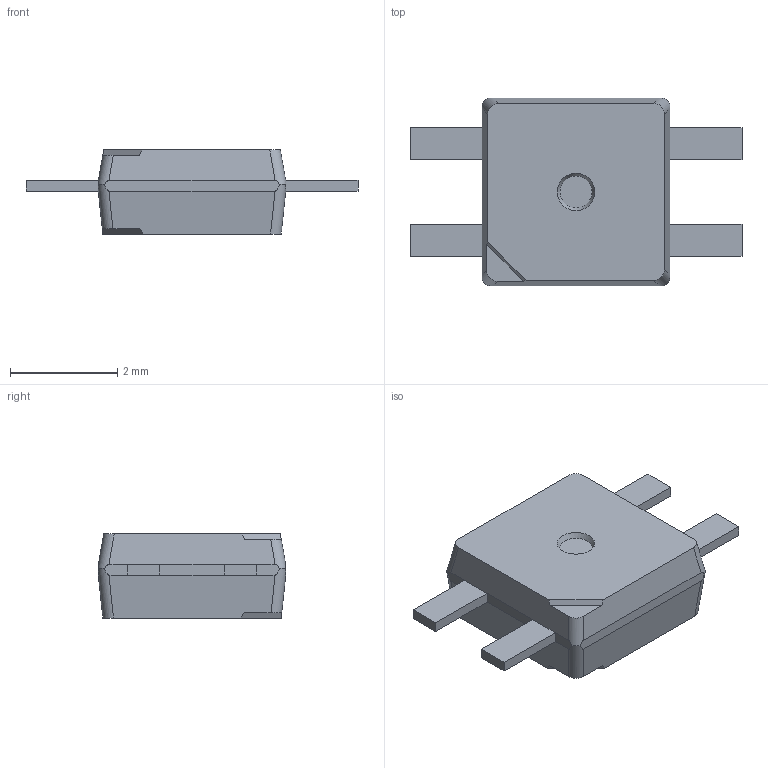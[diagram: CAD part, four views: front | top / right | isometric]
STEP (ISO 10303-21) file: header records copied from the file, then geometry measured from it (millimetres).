
FILE_DESCRIPTION(/* description */ (''),/* implementation_level */ '2;1');
FILE_NAME(/* name */ 'WS2812B-MINI-V3J.step',/* time_stamp */ '2024-11-01T11:53:18+01:00',/* author */ (''),/* organization */ (''),/* preprocessor_version */ 'ST-DEVELOPER v20',/* originating_system */ 'Autodesk Translation Framework v13.20.0.188',/* authorisation */ '');
FILE_SCHEMA (('AUTOMOTIVE_DESIGN { 1 0 10303 214 3 1 1 }'));
Length unit declared in the file: millimetre
Products named in the file (2): WS2812B-MINI-V3J; Component2
Assembly tree (1 placements, depth 2):
  WS2812B-MINI-V3J
    Component2
Bounding box: 6.2 x 3.5 x 1.57 mm (x, y, z)
Volume: 14.1 mm3; surface area: 57.1 mm2
Topology: 1 solids, 1 shells, 54 faces, 134 edges, 84 vertices
Faces by surface type: plane 44, cylinder 8, cone 2
Entity records: 1670 total; most frequent: DIRECTION 280, CARTESIAN_POINT 275, ORIENTED_EDGE 268, EDGE_CURVE 134, LINE 102, VECTOR 102, AXIS2_PLACEMENT_3D 89, VERTEX_POINT 84
